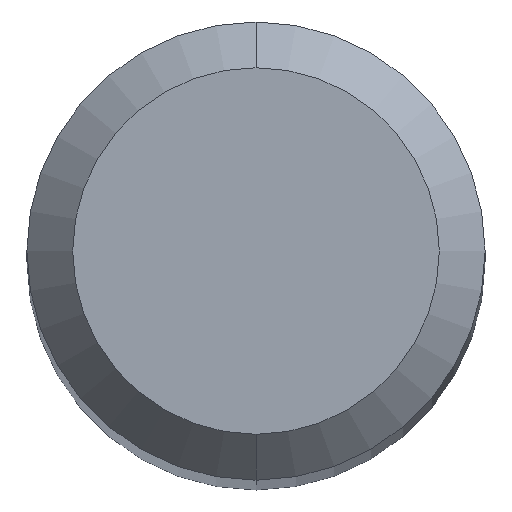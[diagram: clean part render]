
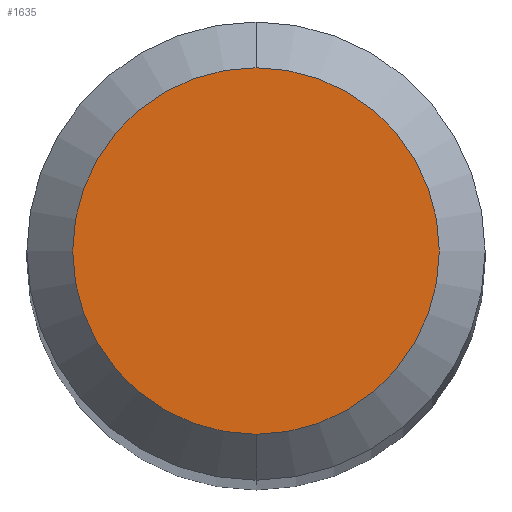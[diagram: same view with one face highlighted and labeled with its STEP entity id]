
A CAD part, top view. The second image highlights one B-rep face of the part: STEP entity #1635.
In plain terms, the highlighted planar face has unit normal (0, 0, 1).
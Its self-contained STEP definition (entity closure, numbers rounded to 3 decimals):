
#913=EDGE_CURVE('',#1683,#1075,#2385,.T.);
#1075=VERTEX_POINT('',#2561);
#1483=EDGE_CURVE('',#1075,#1683,#3009,.T.);
#1635=ADVANCED_FACE('',(#3175),#3176,.T.);
#1683=VERTEX_POINT('',#3226);
#2385=CIRCLE('',#4679,1.2);
#2561=CARTESIAN_POINT('',(0.,-1.2,0.0));
#3009=CIRCLE('',#7261,1.2);
#3175=FACE_OUTER_BOUND('',#7753,.T.);
#3176=PLANE('',#7754);
#3226=CARTESIAN_POINT('',(0.0,1.2,0.0));
#4679=AXIS2_PLACEMENT_3D('',#10665,#10666,#10667);
#7261=AXIS2_PLACEMENT_3D('',#11344,#11345,#11346);
#7753=EDGE_LOOP('',(#11536,#11537));
#7754=AXIS2_PLACEMENT_3D('',#11538,#11539,#11540);
#10665=CARTESIAN_POINT('',(0.0,0.0,0.0));
#10666=DIRECTION('',(0.0,0.0,-1.0));
#10667=DIRECTION('',(0.0,1.0,0.0));
#11344=CARTESIAN_POINT('',(0.0,0.0,0.0));
#11345=DIRECTION('',(0.0,0.0,-1.0));
#11346=DIRECTION('',(0.0,1.0,0.0));
#11536=ORIENTED_EDGE('',*,*,#913,.F.);
#11537=ORIENTED_EDGE('',*,*,#1483,.F.);
#11538=CARTESIAN_POINT('',(0.0,0.6,0.0));
#11539=DIRECTION('',(-0.0,0.0,1.0));
#11540=DIRECTION('',(0.0,-1.0,0.0));
